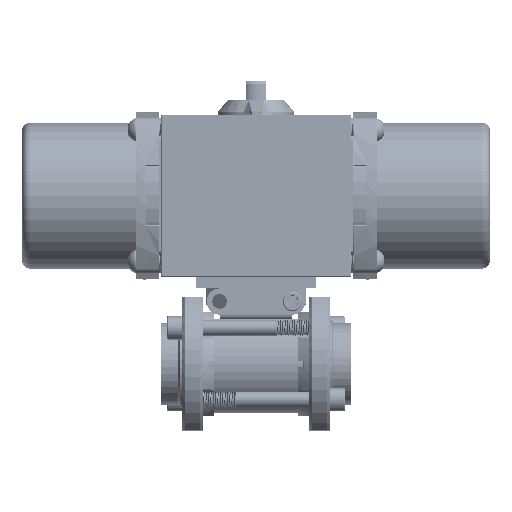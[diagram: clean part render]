
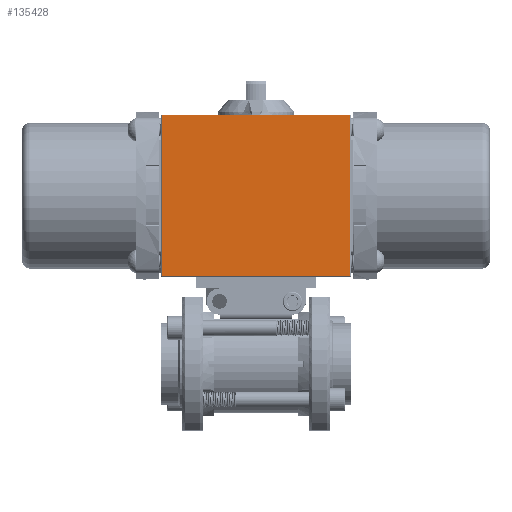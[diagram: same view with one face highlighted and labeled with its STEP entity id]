
A CAD part, top view. The second image highlights one B-rep face of the part: STEP entity #135428.
In plain terms, the highlighted planar face has unit normal (0, 0, 1).
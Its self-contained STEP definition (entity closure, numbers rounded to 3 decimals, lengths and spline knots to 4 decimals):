
#3116 = DIRECTION ( 'NONE',  ( 0., 1., 0. ) ) ;
#3503 = LINE ( 'NONE', #3807, #131380 ) ;
#3807 = CARTESIAN_POINT ( 'NONE',  ( 2.251, 5.974, 1.55 ) ) ;
#4157 = VERTEX_POINT ( 'NONE', #154142 ) ;
#6824 = EDGE_CURVE ( 'NONE', #111796, #4157, #181413, .T. ) ;
#7878 = EDGE_CURVE ( 'NONE', #78823, #111796, #3503, .T. ) ;
#11879 = VERTEX_POINT ( 'NONE', #162539 ) ;
#19759 = ORIENTED_EDGE ( 'NONE', *, *, #6824, .T. ) ;
#25842 = CARTESIAN_POINT ( 'NONE',  ( -2.275, 5.954, 1.55 ) ) ;
#46749 = ORIENTED_EDGE ( 'NONE', *, *, #107917, .T. ) ;
#51756 = LINE ( 'NONE', #123818, #85561 ) ;
#55731 = DIRECTION ( 'NONE',  ( 0., -1., 0. ) ) ;
#60020 = ORIENTED_EDGE ( 'NONE', *, *, #7878, .T. ) ;
#62915 = DIRECTION ( 'NONE',  ( 0., 0., -1. ) ) ;
#63883 = VECTOR ( 'NONE', #142555, 39.3701 ) ;
#64123 = AXIS2_PLACEMENT_3D ( 'NONE', #146198, #62915, #179724 ) ;
#78823 = VERTEX_POINT ( 'NONE', #144865 ) ;
#85561 = VECTOR ( 'NONE', #190987, 39.3701 ) ;
#98609 = VECTOR ( 'NONE', #55731, 39.3701 ) ;
#101636 = EDGE_LOOP ( 'NONE', ( #60020, #19759, #46749, #208449 ) ) ;
#107917 = EDGE_CURVE ( 'NONE', #4157, #11879, #143068, .T. ) ;
#111796 = VERTEX_POINT ( 'NONE', #157764 ) ;
#123818 = CARTESIAN_POINT ( 'NONE',  ( -2.275, 2.094, 1.55 ) ) ;
#131380 = VECTOR ( 'NONE', #3116, 39.3701 ) ;
#135428 = ADVANCED_FACE ( 'NONE', ( #190058 ), #195855, .F. ) ;
#142555 = DIRECTION ( 'NONE',  ( -1., 0., 0. ) ) ;
#143068 = LINE ( 'NONE', #171743, #98609 ) ;
#144865 = CARTESIAN_POINT ( 'NONE',  ( 2.251, 2.094, 1.55 ) ) ;
#146198 = CARTESIAN_POINT ( 'NONE',  ( -2.275, 5.974, 1.55 ) ) ;
#154142 = CARTESIAN_POINT ( 'NONE',  ( -2.255, 5.954, 1.55 ) ) ;
#157764 = CARTESIAN_POINT ( 'NONE',  ( 2.251, 5.954, 1.55 ) ) ;
#162539 = CARTESIAN_POINT ( 'NONE',  ( -2.255, 2.094, 1.55 ) ) ;
#171743 = CARTESIAN_POINT ( 'NONE',  ( -2.255, 2.074, 1.55 ) ) ;
#179724 = DIRECTION ( 'NONE',  ( 0., -1., 0. ) ) ;
#181413 = LINE ( 'NONE', #25842, #63883 ) ;
#190058 = FACE_OUTER_BOUND ( 'NONE', #101636, .T. ) ;
#190987 = DIRECTION ( 'NONE',  ( 1., 0., 0. ) ) ;
#195855 = PLANE ( 'NONE',  #64123 ) ;
#204799 = EDGE_CURVE ( 'NONE', #11879, #78823, #51756, .T. ) ;
#208449 = ORIENTED_EDGE ( 'NONE', *, *, #204799, .T. ) ;
